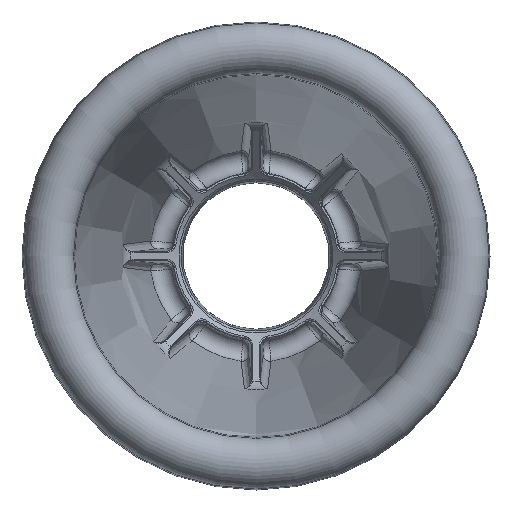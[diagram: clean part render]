
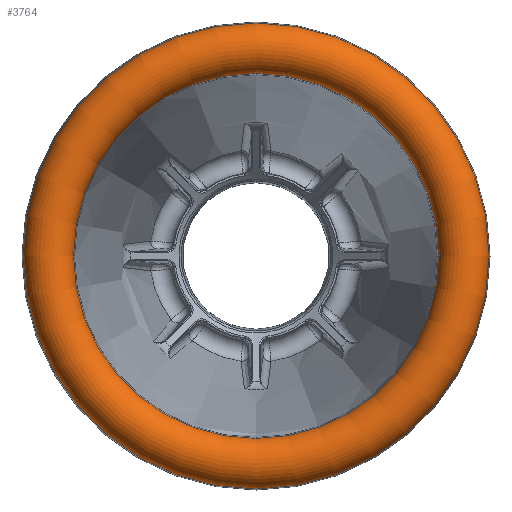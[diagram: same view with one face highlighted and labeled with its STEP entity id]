
A CAD part, front view. The second image highlights one B-rep face of the part: STEP entity #3764.
In plain terms, the highlighted toroidal (fillet/blend) face has major radius 45.102 mm and minor radius 5.461 mm.
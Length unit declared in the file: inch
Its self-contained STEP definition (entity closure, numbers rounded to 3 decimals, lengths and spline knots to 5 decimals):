
#302 = ORIENTED_EDGE ( 'NONE', *, *, #15050, .T. ) ;
#464 = VERTEX_POINT ( 'NONE', #6873 ) ;
#1911 = CARTESIAN_POINT ( 'NONE',  ( 0., 0.20839, -1.99055 ) ) ;
#2226 = CIRCLE ( 'NONE', #14556, 1.99055 ) ;
#2911 = CARTESIAN_POINT ( 'NONE',  ( 0., 0.21125, 0. ) ) ;
#3764 = ADVANCED_FACE ( 'NONE', ( #21634, #8355 ), #9632, .T. ) ;
#5802 = CIRCLE ( 'NONE', #10397, 1.56068 ) ;
#6237 = EDGE_LOOP ( 'NONE', ( #18721 ) ) ;
#6873 = CARTESIAN_POINT ( 'NONE',  ( 0., 0.21125, -1.56068 ) ) ;
#7742 = DIRECTION ( 'NONE',  ( 0., 0., -1. ) ) ;
#8355 = FACE_OUTER_BOUND ( 'NONE', #18266, .T. ) ;
#8691 = DIRECTION ( 'NONE',  ( 0., -1., 0. ) ) ;
#9632 = TOROIDAL_SURFACE ( 'NONE', #14571, 1.77565, 0.215 ) ;
#10397 = AXIS2_PLACEMENT_3D ( 'NONE', #2911, #11515, #16379 ) ;
#10737 = CARTESIAN_POINT ( 'NONE',  ( 0., 0.20839, 0. ) ) ;
#11515 = DIRECTION ( 'NONE',  ( 0., -1., 0. ) ) ;
#14556 = AXIS2_PLACEMENT_3D ( 'NONE', #10737, #8691, #7742 ) ;
#14571 = AXIS2_PLACEMENT_3D ( 'NONE', #21411, #19856, #17974 ) ;
#15050 = EDGE_CURVE ( 'NONE', #20697, #20697, #2226, .T. ) ;
#16379 = DIRECTION ( 'NONE',  ( 0., 0., -1. ) ) ;
#17974 = DIRECTION ( 'NONE',  ( 0., 0., -1. ) ) ;
#18266 = EDGE_LOOP ( 'NONE', ( #302 ) ) ;
#18721 = ORIENTED_EDGE ( 'NONE', *, *, #21202, .F. ) ;
#19856 = DIRECTION ( 'NONE',  ( 0., -1., 0. ) ) ;
#20697 = VERTEX_POINT ( 'NONE', #1911 ) ;
#21202 = EDGE_CURVE ( 'NONE', #464, #464, #5802, .T. ) ;
#21411 = CARTESIAN_POINT ( 'NONE',  ( 0., 0.215, 0. ) ) ;
#21634 = FACE_OUTER_BOUND ( 'NONE', #6237, .T. ) ;
